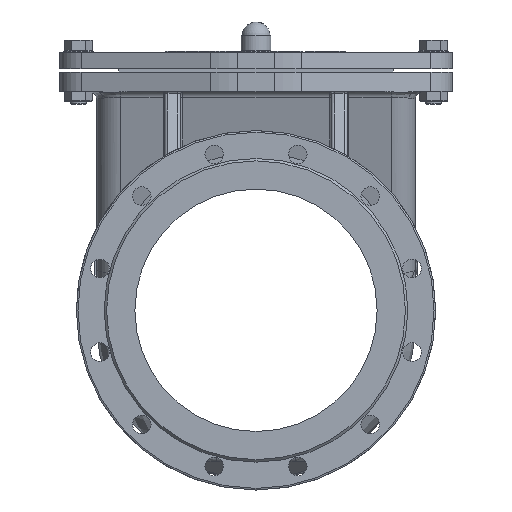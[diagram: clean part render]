
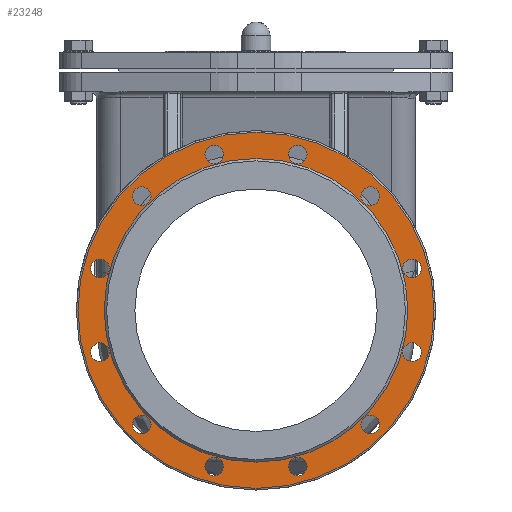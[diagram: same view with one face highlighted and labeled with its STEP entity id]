
A CAD part, front view. The second image highlights one B-rep face of the part: STEP entity #23248.
In plain terms, the highlighted planar face has unit normal (0, -1, 0).
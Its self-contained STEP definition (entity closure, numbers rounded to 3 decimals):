
#592=CIRCLE('',#24426,220.5);
#594=CIRCLE('',#24430,188.);
#595=CIRCLE('',#24431,11.5);
#596=CIRCLE('',#24432,11.5);
#597=CIRCLE('',#24433,11.5);
#598=CIRCLE('',#24434,11.5);
#599=CIRCLE('',#24435,11.5);
#600=CIRCLE('',#24436,11.5);
#601=CIRCLE('',#24437,11.5);
#602=CIRCLE('',#24438,11.5);
#603=CIRCLE('',#24439,11.5);
#604=CIRCLE('',#24440,11.5);
#605=CIRCLE('',#24441,11.5);
#606=CIRCLE('',#24442,11.5);
#4927=FACE_BOUND('',#7283,.T.);
#4928=FACE_BOUND('',#7284,.T.);
#4929=FACE_BOUND('',#7285,.T.);
#4930=FACE_BOUND('',#7286,.T.);
#4931=FACE_BOUND('',#7287,.T.);
#4932=FACE_BOUND('',#7288,.T.);
#4933=FACE_BOUND('',#7289,.T.);
#4934=FACE_BOUND('',#7290,.T.);
#4935=FACE_BOUND('',#7291,.T.);
#4936=FACE_BOUND('',#7292,.T.);
#4937=FACE_BOUND('',#7293,.T.);
#4938=FACE_BOUND('',#7294,.T.);
#4939=FACE_BOUND('',#7295,.T.);
#5961=FACE_OUTER_BOUND('',#7282,.T.);
#7282=EDGE_LOOP('',(#20648));
#7283=EDGE_LOOP('',(#20649));
#7284=EDGE_LOOP('',(#20650));
#7285=EDGE_LOOP('',(#20651));
#7286=EDGE_LOOP('',(#20652));
#7287=EDGE_LOOP('',(#20653));
#7288=EDGE_LOOP('',(#20654));
#7289=EDGE_LOOP('',(#20655));
#7290=EDGE_LOOP('',(#20656));
#7291=EDGE_LOOP('',(#20657));
#7292=EDGE_LOOP('',(#20658));
#7293=EDGE_LOOP('',(#20659));
#7294=EDGE_LOOP('',(#20660));
#7295=EDGE_LOOP('',(#20661));
#10891=VERTEX_POINT('',#46424);
#10893=VERTEX_POINT('',#46430);
#10894=VERTEX_POINT('',#46432);
#10895=VERTEX_POINT('',#46434);
#10896=VERTEX_POINT('',#46436);
#10897=VERTEX_POINT('',#46438);
#10898=VERTEX_POINT('',#46440);
#10899=VERTEX_POINT('',#46442);
#10900=VERTEX_POINT('',#46444);
#10901=VERTEX_POINT('',#46446);
#10902=VERTEX_POINT('',#46448);
#10903=VERTEX_POINT('',#46450);
#10904=VERTEX_POINT('',#46452);
#10905=VERTEX_POINT('',#46454);
#14218=EDGE_CURVE('',#10891,#10891,#592,.T.);
#14220=EDGE_CURVE('',#10893,#10893,#594,.T.);
#14221=EDGE_CURVE('',#10894,#10894,#595,.T.);
#14222=EDGE_CURVE('',#10895,#10895,#596,.T.);
#14223=EDGE_CURVE('',#10896,#10896,#597,.T.);
#14224=EDGE_CURVE('',#10897,#10897,#598,.T.);
#14225=EDGE_CURVE('',#10898,#10898,#599,.T.);
#14226=EDGE_CURVE('',#10899,#10899,#600,.T.);
#14227=EDGE_CURVE('',#10900,#10900,#601,.T.);
#14228=EDGE_CURVE('',#10901,#10901,#602,.T.);
#14229=EDGE_CURVE('',#10902,#10902,#603,.T.);
#14230=EDGE_CURVE('',#10903,#10903,#604,.T.);
#14231=EDGE_CURVE('',#10904,#10904,#605,.T.);
#14232=EDGE_CURVE('',#10905,#10905,#606,.T.);
#20648=ORIENTED_EDGE('',*,*,#14218,.F.);
#20649=ORIENTED_EDGE('',*,*,#14220,.T.);
#20650=ORIENTED_EDGE('',*,*,#14221,.T.);
#20651=ORIENTED_EDGE('',*,*,#14222,.T.);
#20652=ORIENTED_EDGE('',*,*,#14223,.T.);
#20653=ORIENTED_EDGE('',*,*,#14224,.T.);
#20654=ORIENTED_EDGE('',*,*,#14225,.T.);
#20655=ORIENTED_EDGE('',*,*,#14226,.T.);
#20656=ORIENTED_EDGE('',*,*,#14227,.T.);
#20657=ORIENTED_EDGE('',*,*,#14228,.T.);
#20658=ORIENTED_EDGE('',*,*,#14229,.T.);
#20659=ORIENTED_EDGE('',*,*,#14230,.T.);
#20660=ORIENTED_EDGE('',*,*,#14231,.T.);
#20661=ORIENTED_EDGE('',*,*,#14232,.T.);
#22202=PLANE('',#24429);
#23248=ADVANCED_FACE('',(#5961,#4927,#4928,#4929,#4930,#4931,#4932,#4933,
#4934,#4935,#4936,#4937,#4938,#4939),#22202,.T.);
#24426=AXIS2_PLACEMENT_3D('',#46425,#28276,#28277);
#24429=AXIS2_PLACEMENT_3D('',#46429,#28282,#28283);
#24430=AXIS2_PLACEMENT_3D('',#46431,#28284,#28285);
#24431=AXIS2_PLACEMENT_3D('',#46433,#28286,#28287);
#24432=AXIS2_PLACEMENT_3D('',#46435,#28288,#28289);
#24433=AXIS2_PLACEMENT_3D('',#46437,#28290,#28291);
#24434=AXIS2_PLACEMENT_3D('',#46439,#28292,#28293);
#24435=AXIS2_PLACEMENT_3D('',#46441,#28294,#28295);
#24436=AXIS2_PLACEMENT_3D('',#46443,#28296,#28297);
#24437=AXIS2_PLACEMENT_3D('',#46445,#28298,#28299);
#24438=AXIS2_PLACEMENT_3D('',#46447,#28300,#28301);
#24439=AXIS2_PLACEMENT_3D('',#46449,#28302,#28303);
#24440=AXIS2_PLACEMENT_3D('',#46451,#28304,#28305);
#24441=AXIS2_PLACEMENT_3D('',#46453,#28306,#28307);
#24442=AXIS2_PLACEMENT_3D('',#46455,#28308,#28309);
#28276=DIRECTION('center_axis',(0.,1.,0.));
#28277=DIRECTION('ref_axis',(1.,0.,0.));
#28282=DIRECTION('center_axis',(0.,-1.,0.));
#28283=DIRECTION('ref_axis',(0.,0.,-1.));
#28284=DIRECTION('center_axis',(0.,1.,0.));
#28285=DIRECTION('ref_axis',(1.,0.,0.));
#28286=DIRECTION('center_axis',(0.,1.,0.));
#28287=DIRECTION('ref_axis',(1.,0.,0.));
#28288=DIRECTION('center_axis',(0.,1.,0.));
#28289=DIRECTION('ref_axis',(0.866,0.,-0.5));
#28290=DIRECTION('center_axis',(0.,1.,0.));
#28291=DIRECTION('ref_axis',(0.5,0.,-0.866));
#28292=DIRECTION('center_axis',(0.,1.,0.));
#28293=DIRECTION('ref_axis',(0.,0.,
-1.));
#28294=DIRECTION('center_axis',(0.,1.,0.));
#28295=DIRECTION('ref_axis',(-0.5,0.,-0.866));
#28296=DIRECTION('center_axis',(0.,1.,0.));
#28297=DIRECTION('ref_axis',(-0.866,0.,-0.5));
#28298=DIRECTION('center_axis',(0.,1.,0.));
#28299=DIRECTION('ref_axis',(-1.,0.,0.));
#28300=DIRECTION('center_axis',(0.,1.,0.));
#28301=DIRECTION('ref_axis',(-0.866,0.,0.5));
#28302=DIRECTION('center_axis',(0.,1.,0.));
#28303=DIRECTION('ref_axis',(-0.5,0.,0.866));
#28304=DIRECTION('center_axis',(0.,1.,0.));
#28305=DIRECTION('ref_axis',(0.,0.,
1.));
#28306=DIRECTION('center_axis',(0.,1.,0.));
#28307=DIRECTION('ref_axis',(0.5,0.,0.866));
#28308=DIRECTION('center_axis',(0.,1.,0.));
#28309=DIRECTION('ref_axis',(0.866,0.,0.5));
#46424=CARTESIAN_POINT('',(-220.5,-347.,0.));
#46425=CARTESIAN_POINT('Origin',(0.,-347.,0.));
#46429=CARTESIAN_POINT('Origin',(-222.5,-347.,0.));
#46430=CARTESIAN_POINT('',(-188.,-347.,0.));
#46431=CARTESIAN_POINT('Origin',(0.,-347.,0.));
#46432=CARTESIAN_POINT('',(-40.264,-347.,-193.185));
#46433=CARTESIAN_POINT('Origin',(-51.764,-347.,-193.185));
#46434=CARTESIAN_POINT('',(-131.462,-347.,-147.171));
#46435=CARTESIAN_POINT('Origin',(-141.421,-347.,-141.421));
#46436=CARTESIAN_POINT('',(-187.435,-347.,-61.723));
#46437=CARTESIAN_POINT('Origin',(-193.185,-347.,-51.764));
#46438=CARTESIAN_POINT('',(-193.185,-347.,40.264));
#46439=CARTESIAN_POINT('Origin',(-193.185,-347.,51.764));
#46440=CARTESIAN_POINT('',(-147.171,-347.,131.462));
#46441=CARTESIAN_POINT('Origin',(-141.421,-347.,141.421));
#46442=CARTESIAN_POINT('',(-61.723,-347.,187.435));
#46443=CARTESIAN_POINT('Origin',(-51.764,-347.,193.185));
#46444=CARTESIAN_POINT('',(40.264,-347.,193.185));
#46445=CARTESIAN_POINT('Origin',(51.764,-347.,193.185));
#46446=CARTESIAN_POINT('',(131.462,-347.,147.171));
#46447=CARTESIAN_POINT('Origin',(141.421,-347.,141.421));
#46448=CARTESIAN_POINT('',(187.435,-347.,61.723));
#46449=CARTESIAN_POINT('Origin',(193.185,-347.,51.764));
#46450=CARTESIAN_POINT('',(193.185,-347.,-40.264));
#46451=CARTESIAN_POINT('Origin',(193.185,-347.,-51.764));
#46452=CARTESIAN_POINT('',(147.171,-347.,-131.462));
#46453=CARTESIAN_POINT('Origin',(141.421,-347.,-141.421));
#46454=CARTESIAN_POINT('',(61.723,-347.,-187.435));
#46455=CARTESIAN_POINT('Origin',(51.764,-347.,-193.185));
